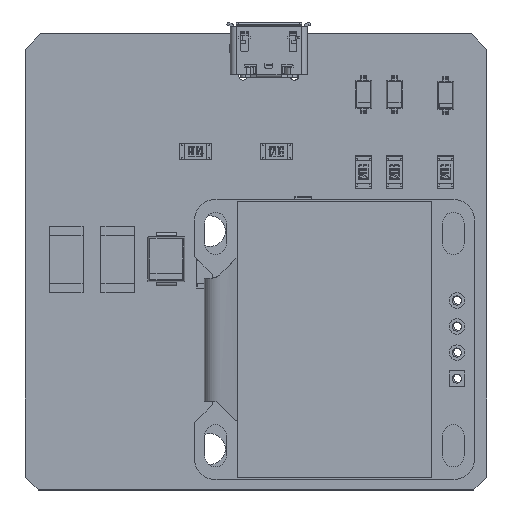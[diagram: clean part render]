
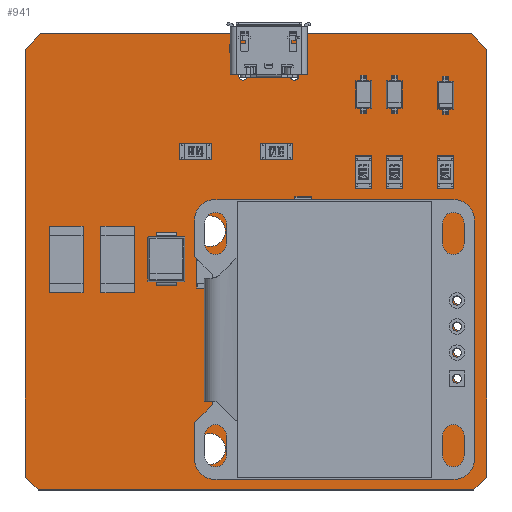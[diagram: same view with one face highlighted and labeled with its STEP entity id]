
A CAD part, top view. The second image highlights one B-rep face of the part: STEP entity #941.
In plain terms, the highlighted planar face has unit normal (0, 0, 1).
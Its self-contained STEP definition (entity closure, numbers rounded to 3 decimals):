
#128 = VERTEX_POINT('',#129);
#129 = CARTESIAN_POINT('',(31.25,56.5,0.411));
#135 = EDGE_CURVE('',#128,#136,#138,.T.);
#136 = VERTEX_POINT('',#137);
#137 = CARTESIAN_POINT('',(30.,57.75,0.411));
#138 = LINE('',#139,#140);
#139 = CARTESIAN_POINT('',(31.25,56.5,0.411));
#140 = VECTOR('',#141,1.);
#141 = DIRECTION('',(-0.707,0.707,0.));
#166 = EDGE_CURVE('',#136,#167,#169,.T.);
#167 = VERTEX_POINT('',#168);
#168 = CARTESIAN_POINT('',(30.,99.5,0.411));
#169 = LINE('',#170,#171);
#170 = CARTESIAN_POINT('',(30.,57.75,0.411));
#171 = VECTOR('',#172,1.);
#172 = DIRECTION('',(0.,1.,0.));
#197 = EDGE_CURVE('',#167,#198,#200,.T.);
#198 = VERTEX_POINT('',#199);
#199 = CARTESIAN_POINT('',(31.5,101.,0.411));
#200 = LINE('',#201,#202);
#201 = CARTESIAN_POINT('',(30.,99.5,0.411));
#202 = VECTOR('',#203,1.);
#203 = DIRECTION('',(0.707,0.707,0.));
#228 = EDGE_CURVE('',#198,#229,#231,.T.);
#229 = VERTEX_POINT('',#230);
#230 = CARTESIAN_POINT('',(73.5,101.,0.411));
#231 = LINE('',#232,#233);
#232 = CARTESIAN_POINT('',(31.5,101.,0.411));
#233 = VECTOR('',#234,1.);
#234 = DIRECTION('',(1.,0.,0.));
#259 = EDGE_CURVE('',#229,#260,#262,.T.);
#260 = VERTEX_POINT('',#261);
#261 = CARTESIAN_POINT('',(75.,99.5,0.411));
#262 = LINE('',#263,#264);
#263 = CARTESIAN_POINT('',(73.5,101.,0.411));
#264 = VECTOR('',#265,1.);
#265 = DIRECTION('',(0.707,-0.707,0.));
#290 = EDGE_CURVE('',#260,#291,#293,.T.);
#291 = VERTEX_POINT('',#292);
#292 = CARTESIAN_POINT('',(75.,57.75,0.411));
#293 = LINE('',#294,#295);
#294 = CARTESIAN_POINT('',(75.,99.5,0.411));
#295 = VECTOR('',#296,1.);
#296 = DIRECTION('',(0.,-1.,0.));
#321 = EDGE_CURVE('',#291,#322,#324,.T.);
#322 = VERTEX_POINT('',#323);
#323 = CARTESIAN_POINT('',(73.75,56.5,0.411));
#324 = LINE('',#325,#326);
#325 = CARTESIAN_POINT('',(75.,57.75,0.411));
#326 = VECTOR('',#327,1.);
#327 = DIRECTION('',(-0.707,-0.707,0.));
#352 = EDGE_CURVE('',#322,#128,#353,.T.);
#353 = LINE('',#354,#355);
#354 = CARTESIAN_POINT('',(73.75,56.5,0.411));
#355 = VECTOR('',#356,1.);
#356 = DIRECTION('',(-1.,0.,0.));
#376 = VERTEX_POINT('',#377);
#377 = CARTESIAN_POINT('',(49.5,81.75,0.411));
#383 = EDGE_CURVE('',#376,#376,#384,.T.);
#384 = CIRCLE('',#385,1.5);
#385 = AXIS2_PLACEMENT_3D('',#386,#387,#388);
#386 = CARTESIAN_POINT('',(48.,81.75,0.411));
#387 = DIRECTION('',(0.,0.,1.));
#388 = DIRECTION('',(1.,0.,0.));
#409 = VERTEX_POINT('',#410);
#410 = CARTESIAN_POINT('',(49.5,60.5,0.411));
#416 = EDGE_CURVE('',#409,#409,#417,.T.);
#417 = CIRCLE('',#418,1.5);
#418 = AXIS2_PLACEMENT_3D('',#419,#420,#421);
#419 = CARTESIAN_POINT('',(48.,60.5,0.411));
#420 = DIRECTION('',(0.,0.,1.));
#421 = DIRECTION('',(1.,0.,0.));
#442 = VERTEX_POINT('',#443);
#443 = CARTESIAN_POINT('',(50.55,99.95,0.411));
#449 = EDGE_CURVE('',#442,#450,#452,.T.);
#450 = VERTEX_POINT('',#451);
#451 = CARTESIAN_POINT('',(49.95,99.95,0.411));
#452 = CIRCLE('',#453,0.3);
#453 = AXIS2_PLACEMENT_3D('',#454,#455,#456);
#454 = CARTESIAN_POINT('',(50.25,99.95,0.411));
#455 = DIRECTION('',(0.,0.,1.));
#456 = DIRECTION('',(1.,0.,0.));
#484 = VERTEX_POINT('',#485);
#485 = CARTESIAN_POINT('',(50.55,99.25,0.411));
#491 = EDGE_CURVE('',#484,#442,#492,.T.);
#492 = LINE('',#493,#494);
#493 = CARTESIAN_POINT('',(50.55,99.25,0.411));
#494 = VECTOR('',#495,1.);
#495 = DIRECTION('',(0.,1.,0.));
#515 = VERTEX_POINT('',#516);
#516 = CARTESIAN_POINT('',(49.95,99.25,0.411));
#522 = EDGE_CURVE('',#515,#484,#523,.T.);
#523 = CIRCLE('',#524,0.3);
#524 = AXIS2_PLACEMENT_3D('',#525,#526,#527);
#525 = CARTESIAN_POINT('',(50.25,99.25,0.411));
#526 = DIRECTION('',(0.,0.,1.));
#527 = DIRECTION('',(-1.,0.,0.));
#546 = EDGE_CURVE('',#450,#515,#547,.T.);
#547 = LINE('',#548,#549);
#548 = CARTESIAN_POINT('',(49.95,99.95,0.411));
#549 = VECTOR('',#550,1.);
#550 = DIRECTION('',(0.,-1.,0.));
#570 = VERTEX_POINT('',#571);
#571 = CARTESIAN_POINT('',(56.675,96.9,0.411));
#577 = EDGE_CURVE('',#570,#570,#578,.T.);
#578 = CIRCLE('',#579,0.425);
#579 = AXIS2_PLACEMENT_3D('',#580,#581,#582);
#580 = CARTESIAN_POINT('',(56.25,96.9,0.411));
#581 = DIRECTION('',(0.,0.,1.));
#582 = DIRECTION('',(1.,0.,0.));
#603 = VERTEX_POINT('',#604);
#604 = CARTESIAN_POINT('',(51.675,96.9,0.411));
#610 = EDGE_CURVE('',#603,#603,#611,.T.);
#611 = CIRCLE('',#612,0.425);
#612 = AXIS2_PLACEMENT_3D('',#613,#614,#615);
#613 = CARTESIAN_POINT('',(51.25,96.9,0.411));
#614 = DIRECTION('',(0.,0.,1.));
#615 = DIRECTION('',(1.,0.,0.));
#636 = VERTEX_POINT('',#637);
#637 = CARTESIAN_POINT('',(72.7,70.,0.411));
#643 = EDGE_CURVE('',#636,#636,#644,.T.);
#644 = CIRCLE('',#645,0.45);
#645 = AXIS2_PLACEMENT_3D('',#646,#647,#648);
#646 = CARTESIAN_POINT('',(72.25,70.,0.411));
#647 = DIRECTION('',(0.,0.,1.));
#648 = DIRECTION('',(1.,0.,0.));
#669 = VERTEX_POINT('',#670);
#670 = CARTESIAN_POINT('',(72.7,67.46,0.411));
#676 = EDGE_CURVE('',#669,#669,#677,.T.);
#677 = CIRCLE('',#678,0.45);
#678 = AXIS2_PLACEMENT_3D('',#679,#680,#681);
#679 = CARTESIAN_POINT('',(72.25,67.46,0.411));
#680 = DIRECTION('',(0.,0.,1.));
#681 = DIRECTION('',(1.,0.,0.));
#702 = VERTEX_POINT('',#703);
#703 = CARTESIAN_POINT('',(57.55,99.95,0.411));
#709 = EDGE_CURVE('',#702,#710,#712,.T.);
#710 = VERTEX_POINT('',#711);
#711 = CARTESIAN_POINT('',(56.95,99.95,0.411));
#712 = CIRCLE('',#713,0.3);
#713 = AXIS2_PLACEMENT_3D('',#714,#715,#716);
#714 = CARTESIAN_POINT('',(57.25,99.95,0.411));
#715 = DIRECTION('',(0.,0.,1.));
#716 = DIRECTION('',(1.,0.,0.));
#744 = VERTEX_POINT('',#745);
#745 = CARTESIAN_POINT('',(57.55,99.25,0.411));
#751 = EDGE_CURVE('',#744,#702,#752,.T.);
#752 = LINE('',#753,#754);
#753 = CARTESIAN_POINT('',(57.55,99.25,0.411));
#754 = VECTOR('',#755,1.);
#755 = DIRECTION('',(0.,1.,0.));
#775 = VERTEX_POINT('',#776);
#776 = CARTESIAN_POINT('',(56.95,99.25,0.411));
#782 = EDGE_CURVE('',#775,#744,#783,.T.);
#783 = CIRCLE('',#784,0.3);
#784 = AXIS2_PLACEMENT_3D('',#785,#786,#787);
#785 = CARTESIAN_POINT('',(57.25,99.25,0.411));
#786 = DIRECTION('',(0.,0.,1.));
#787 = DIRECTION('',(-1.,0.,0.));
#806 = EDGE_CURVE('',#710,#775,#807,.T.);
#807 = LINE('',#808,#809);
#808 = CARTESIAN_POINT('',(56.95,99.95,0.411));
#809 = VECTOR('',#810,1.);
#810 = DIRECTION('',(0.,-1.,0.));
#830 = VERTEX_POINT('',#831);
#831 = CARTESIAN_POINT('',(72.7,72.54,0.411));
#837 = EDGE_CURVE('',#830,#830,#838,.T.);
#838 = CIRCLE('',#839,0.45);
#839 = AXIS2_PLACEMENT_3D('',#840,#841,#842);
#840 = CARTESIAN_POINT('',(72.25,72.54,0.411));
#841 = DIRECTION('',(0.,0.,1.));
#842 = DIRECTION('',(1.,0.,0.));
#863 = VERTEX_POINT('',#864);
#864 = CARTESIAN_POINT('',(72.7,75.08,0.411));
#870 = EDGE_CURVE('',#863,#863,#871,.T.);
#871 = CIRCLE('',#872,0.45);
#872 = AXIS2_PLACEMENT_3D('',#873,#874,#875);
#873 = CARTESIAN_POINT('',(72.25,75.08,0.411));
#874 = DIRECTION('',(0.,0.,1.));
#875 = DIRECTION('',(1.,0.,0.));
#941 = ADVANCED_FACE('',(#942,#952,#955,#958,#964,#967,#970,#973,#976,
    #982,#985),#988,.T.);
#942 = FACE_BOUND('',#943,.F.);
#943 = EDGE_LOOP('',(#944,#945,#946,#947,#948,#949,#950,#951));
#944 = ORIENTED_EDGE('',*,*,#135,.T.);
#945 = ORIENTED_EDGE('',*,*,#166,.T.);
#946 = ORIENTED_EDGE('',*,*,#197,.T.);
#947 = ORIENTED_EDGE('',*,*,#228,.T.);
#948 = ORIENTED_EDGE('',*,*,#259,.T.);
#949 = ORIENTED_EDGE('',*,*,#290,.T.);
#950 = ORIENTED_EDGE('',*,*,#321,.T.);
#951 = ORIENTED_EDGE('',*,*,#352,.T.);
#952 = FACE_BOUND('',#953,.T.);
#953 = EDGE_LOOP('',(#954));
#954 = ORIENTED_EDGE('',*,*,#383,.F.);
#955 = FACE_BOUND('',#956,.T.);
#956 = EDGE_LOOP('',(#957));
#957 = ORIENTED_EDGE('',*,*,#416,.F.);
#958 = FACE_BOUND('',#959,.T.);
#959 = EDGE_LOOP('',(#960,#961,#962,#963));
#960 = ORIENTED_EDGE('',*,*,#449,.F.);
#961 = ORIENTED_EDGE('',*,*,#491,.F.);
#962 = ORIENTED_EDGE('',*,*,#522,.F.);
#963 = ORIENTED_EDGE('',*,*,#546,.F.);
#964 = FACE_BOUND('',#965,.T.);
#965 = EDGE_LOOP('',(#966));
#966 = ORIENTED_EDGE('',*,*,#577,.F.);
#967 = FACE_BOUND('',#968,.T.);
#968 = EDGE_LOOP('',(#969));
#969 = ORIENTED_EDGE('',*,*,#610,.F.);
#970 = FACE_BOUND('',#971,.T.);
#971 = EDGE_LOOP('',(#972));
#972 = ORIENTED_EDGE('',*,*,#643,.F.);
#973 = FACE_BOUND('',#974,.T.);
#974 = EDGE_LOOP('',(#975));
#975 = ORIENTED_EDGE('',*,*,#676,.F.);
#976 = FACE_BOUND('',#977,.T.);
#977 = EDGE_LOOP('',(#978,#979,#980,#981));
#978 = ORIENTED_EDGE('',*,*,#709,.F.);
#979 = ORIENTED_EDGE('',*,*,#751,.F.);
#980 = ORIENTED_EDGE('',*,*,#782,.F.);
#981 = ORIENTED_EDGE('',*,*,#806,.F.);
#982 = FACE_BOUND('',#983,.T.);
#983 = EDGE_LOOP('',(#984));
#984 = ORIENTED_EDGE('',*,*,#837,.F.);
#985 = FACE_BOUND('',#986,.T.);
#986 = EDGE_LOOP('',(#987));
#987 = ORIENTED_EDGE('',*,*,#870,.F.);
#988 = PLANE('',#989);
#989 = AXIS2_PLACEMENT_3D('',#990,#991,#992);
#990 = CARTESIAN_POINT('',(31.25,56.5,0.411));
#991 = DIRECTION('',(0.,0.,1.));
#992 = DIRECTION('',(1.,0.,0.));
